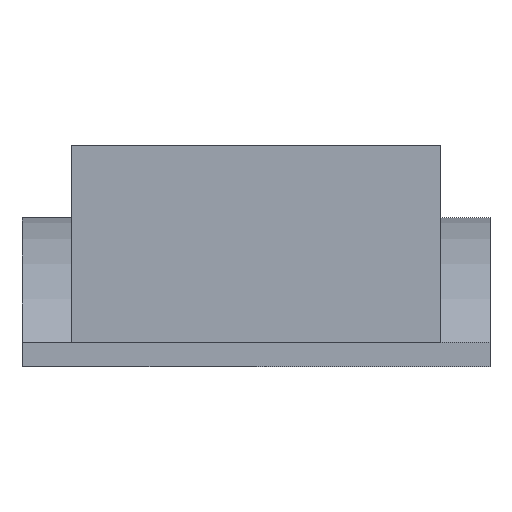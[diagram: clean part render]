
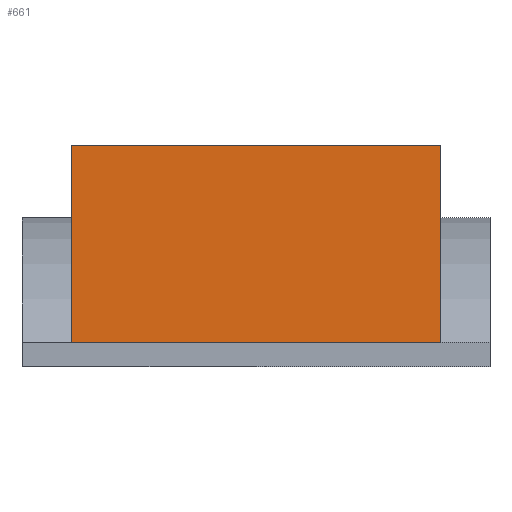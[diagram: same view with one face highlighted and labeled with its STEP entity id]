
A CAD part, front view. The second image highlights one B-rep face of the part: STEP entity #661.
In plain terms, the highlighted planar face has unit normal (0, -1, 0).
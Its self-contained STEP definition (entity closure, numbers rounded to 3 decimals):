
#298=CARTESIAN_POINT('',(0.,-0.076,9.));
#299=VERTEX_POINT('',#298);
#326=CARTESIAN_POINT('',(-15.,-0.076,9.));
#327=VERTEX_POINT('',#326);
#334=CARTESIAN_POINT('',(-15.,-0.076,9.));
#335=DIRECTION('',(1.,0.,-0.));
#336=VECTOR('',#335,15.);
#337=LINE('',#334,#336);
#338=EDGE_CURVE('',#327,#299,#337,.T.);
#631=CARTESIAN_POINT('',(-15.,-0.076,5.));
#632=DIRECTION('',(0.,1.,0.));
#633=DIRECTION('',(0.,0.,1.));
#634=AXIS2_PLACEMENT_3D('',#631,#632,#633);
#635=PLANE('',#634);
#636=CARTESIAN_POINT('',(0.,-0.076,1.));
#637=VERTEX_POINT('',#636);
#638=CARTESIAN_POINT('',(0.,-0.076,1.));
#639=DIRECTION('',(0.,0.,1.));
#640=VECTOR('',#639,8.);
#641=LINE('',#638,#640);
#642=EDGE_CURVE('',#637,#299,#641,.T.);
#643=ORIENTED_EDGE('',*,*,#642,.T.);
#644=ORIENTED_EDGE('',*,*,#338,.F.);
#645=CARTESIAN_POINT('',(-15.,-0.076,1.));
#646=VERTEX_POINT('',#645);
#647=CARTESIAN_POINT('',(-15.,-0.076,1.));
#648=DIRECTION('',(0.,0.,1.));
#649=VECTOR('',#648,8.);
#650=LINE('',#647,#649);
#651=EDGE_CURVE('',#646,#327,#650,.T.);
#652=ORIENTED_EDGE('',*,*,#651,.F.);
#653=CARTESIAN_POINT('',(-15.,-0.076,1.));
#654=DIRECTION('',(1.,0.,-0.));
#655=VECTOR('',#654,15.);
#656=LINE('',#653,#655);
#657=EDGE_CURVE('',#646,#637,#656,.T.);
#658=ORIENTED_EDGE('',*,*,#657,.T.);
#659=EDGE_LOOP('',(#643,#644,#652,#658));
#660=FACE_BOUND('',#659,.T.);
#661=ADVANCED_FACE('',(#660),#635,.F.);
